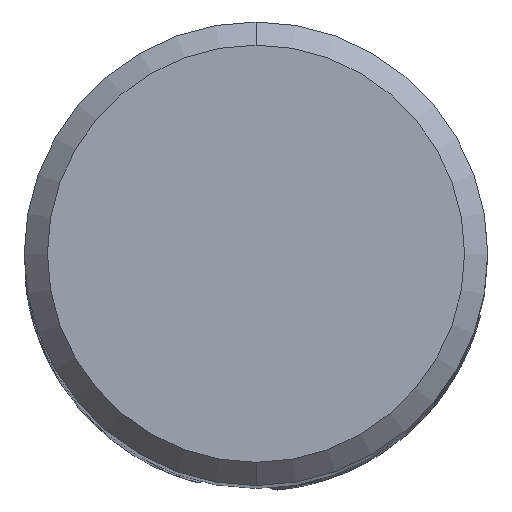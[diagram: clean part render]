
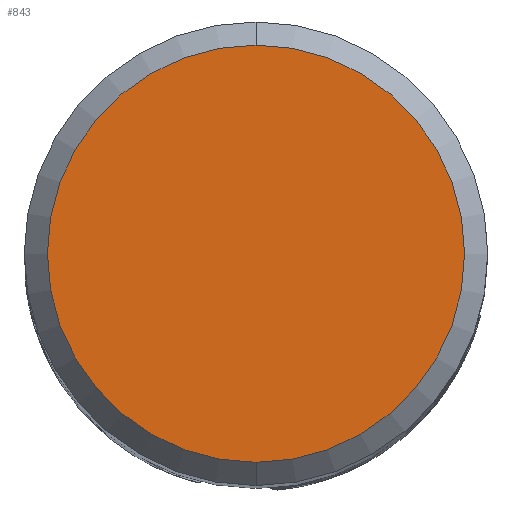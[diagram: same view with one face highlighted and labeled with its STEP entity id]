
A CAD part, top view. The second image highlights one B-rep face of the part: STEP entity #843.
In plain terms, the highlighted planar face has unit normal (0, 0, 1).
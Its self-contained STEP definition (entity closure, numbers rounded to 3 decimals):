
#619=EDGE_CURVE('',#1205,#1417,#1723,.T.);
#843=ADVANCED_FACE('',(#1970),#1971,.T.);
#1205=VERTEX_POINT('',#2372);
#1265=EDGE_CURVE('',#1417,#1205,#2437,.T.);
#1417=VERTEX_POINT('',#2596);
#1723=CIRCLE('',#3193,5.4);
#1970=FACE_OUTER_BOUND('',#4636,.T.);
#1971=PLANE('',#4637);
#2372=CARTESIAN_POINT('',(0.0,5.4,0.0));
#2437=CIRCLE('',#8447,5.4);
#2596=CARTESIAN_POINT('',(0.,-5.4,0.0));
#3193=AXIS2_PLACEMENT_3D('',#11560,#11561,#11562);
#4636=EDGE_LOOP('',(#11848,#11849));
#4637=AXIS2_PLACEMENT_3D('',#11850,#11851,#11852);
#8447=AXIS2_PLACEMENT_3D('',#12360,#12361,#12362);
#11560=CARTESIAN_POINT('',(0.0,0.0,0.0));
#11561=DIRECTION('',(0.0,0.0,-1.0));
#11562=DIRECTION('',(0.0,1.0,0.0));
#11848=ORIENTED_EDGE('',*,*,#619,.F.);
#11849=ORIENTED_EDGE('',*,*,#1265,.F.);
#11850=CARTESIAN_POINT('',(0.0,2.7,0.0));
#11851=DIRECTION('',(-0.0,0.0,1.0));
#11852=DIRECTION('',(0.0,-1.0,0.0));
#12360=CARTESIAN_POINT('',(0.0,0.0,0.0));
#12361=DIRECTION('',(0.0,0.0,-1.0));
#12362=DIRECTION('',(0.0,1.0,0.0));
